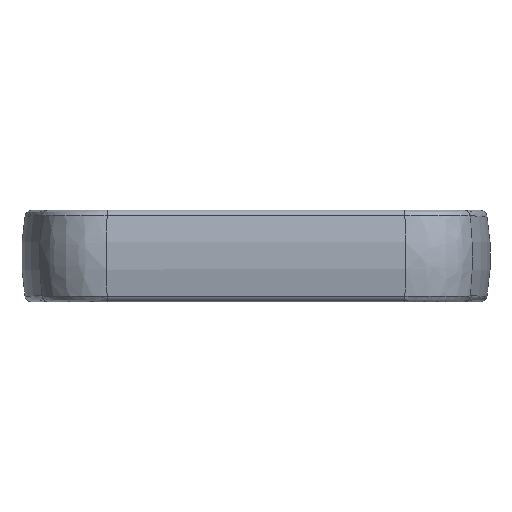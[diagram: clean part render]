
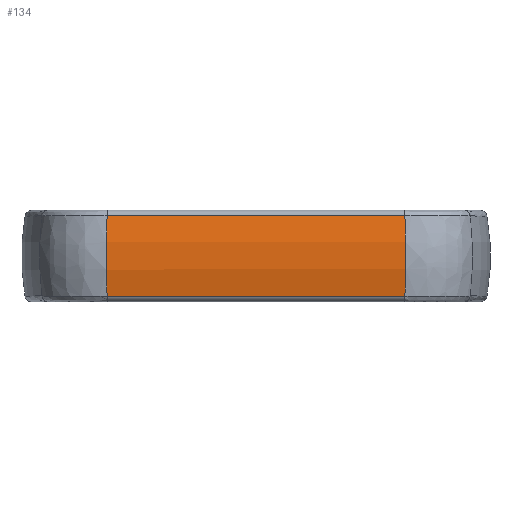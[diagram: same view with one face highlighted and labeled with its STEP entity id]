
A CAD part, top view. The second image highlights one B-rep face of the part: STEP entity #134.
In plain terms, the highlighted cylindrical face has radius 50 mm (diameter 100 mm), a partial arc.
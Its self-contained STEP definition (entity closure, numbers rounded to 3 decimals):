
#134 = ADVANCED_FACE( '', ( #286 ), #287, .T. );
#286 = FACE_OUTER_BOUND( '', #1697, .T. );
#287 = CYLINDRICAL_SURFACE( '', #1698, 50. );
#1697 = EDGE_LOOP( '', ( #2557, #2558, #2559, #2560 ) );
#1698 = AXIS2_PLACEMENT_3D( '', #2561, #2562, #2563 );
#2557 = ORIENTED_EDGE( '', *, *, #2724, .T. );
#2558 = ORIENTED_EDGE( '', *, *, #2667, .T. );
#2559 = ORIENTED_EDGE( '', *, *, #2706, .T. );
#2560 = ORIENTED_EDGE( '', *, *, #2686, .T. );
#2561 = CARTESIAN_POINT( '', ( 75., 0., -10. ) );
#2562 = DIRECTION( '', ( 1., 0., 0. ) );
#2563 = DIRECTION( '', ( 0., 0., 1. ) );
#2667 = EDGE_CURVE( '', #2811, #2809, #2812, .F. );
#2686 = EDGE_CURVE( '', #2844, #2838, #2845, .T. );
#2706 = EDGE_CURVE( '', #2809, #2844, #2876, .T. );
#2724 = EDGE_CURVE( '', #2838, #2811, #2899, .T. );
#2809 = VERTEX_POINT( '', #3007 );
#2811 = VERTEX_POINT( '', #3009 );
#2812 = LINE( '', #3010, #3011 );
#2838 = VERTEX_POINT( '', #3114 );
#2844 = VERTEX_POINT( '', #3223 );
#2845 = LINE( '', #3224, #3225 );
#2876 = B_SPLINE_CURVE_WITH_KNOTS( '', 3, ( #3446, #3447, #3448, #3449, #3450, #3451, #3452, #3453, #3454, #3455, #3456, #3457, #3458, #3459, #3460, #3461, #3462, #3463, #3464, #3465 ), .UNSPECIFIED., .F., .F., ( 4, 1, 1, 2, 2, 2, 1, 1, 2, 1, 1, 2, 4 ), ( 0.002, 0.004, 0.007, 0.01, 0.011, 0.011, 0.011, 0.012, 0.013, 0.016, 0.019, 0.022, 0.025 ), .UNSPECIFIED. );
#2899 = B_SPLINE_CURVE_WITH_KNOTS( '', 3, ( #3813, #3814, #3815, #3816, #3817, #3818, #3819, #3820, #3821, #3822, #3823, #3824, #3825, #3826, #3827, #3828, #3829, #3830, #3831, #3832 ), .UNSPECIFIED., .F., .F., ( 4, 1, 1, 2, 2, 2, 1, 1, 2, 1, 1, 2, 4 ), ( 0.002, 0.004, 0.007, 0.01, 0.011, 0.011, 0.011, 0.012, 0.013, 0.016, 0.019, 0.022, 0.025 ), .UNSPECIFIED. );
#3007 = CARTESIAN_POINT( '', ( 42.239, -11.458, 38.669 ) );
#3009 = CARTESIAN_POINT( '', ( -42.239, -11.458, 38.669 ) );
#3010 = CARTESIAN_POINT( '', ( 75., -11.458, 38.669 ) );
#3011 = VECTOR( '', #4426, 1000. );
#3114 = CARTESIAN_POINT( '', ( -42.239, 11.458, 38.669 ) );
#3223 = CARTESIAN_POINT( '', ( 42.239, 11.458, 38.669 ) );
#3224 = CARTESIAN_POINT( '', ( 75., 11.458, 38.669 ) );
#3225 = VECTOR( '', #4448, 1000. );
#3446 = CARTESIAN_POINT( '', ( 42.239, -11.458, 38.669 ) );
#3447 = CARTESIAN_POINT( '', ( 42.285, -10.517, 38.891 ) );
#3448 = CARTESIAN_POINT( '', ( 42.366, -8.626, 39.279 ) );
#3449 = CARTESIAN_POINT( '', ( 42.453, -5.762, 39.695 ) );
#3450 = CARTESIAN_POINT( '', ( 42.488, -3.834, 39.862 ) );
#3451 = CARTESIAN_POINT( '', ( 42.501, -2.745, 39.925 ) );
#3452 = CARTESIAN_POINT( '', ( 42.502, -2.624, 39.931 ) );
#3453 = CARTESIAN_POINT( '', ( 42.504, -2.442, 39.94 ) );
#3454 = CARTESIAN_POINT( '', ( 42.505, -2.381, 39.943 ) );
#3455 = CARTESIAN_POINT( '', ( 42.506, -2.26, 39.949 ) );
#3456 = CARTESIAN_POINT( '', ( 42.509, -1.957, 39.962 ) );
#3457 = CARTESIAN_POINT( '', ( 42.514, -1.171, 39.99 ) );
#3458 = CARTESIAN_POINT( '', ( 42.517, -0.446, 40. ) );
#3459 = CARTESIAN_POINT( '', ( 42.516, 1., 39.999 ) );
#3460 = CARTESIAN_POINT( '', ( 42.504, 2.922, 39.942 ) );
#3461 = CARTESIAN_POINT( '', ( 42.452, 5.787, 39.692 ) );
#3462 = CARTESIAN_POINT( '', ( 42.394, 7.685, 39.415 ) );
#3463 = CARTESIAN_POINT( '', ( 42.325, 9.576, 39.084 ) );
#3464 = CARTESIAN_POINT( '', ( 42.285, 10.519, 38.891 ) );
#3465 = CARTESIAN_POINT( '', ( 42.239, 11.458, 38.669 ) );
#3813 = CARTESIAN_POINT( '', ( -42.239, 11.458, 38.669 ) );
#3814 = CARTESIAN_POINT( '', ( -42.285, 10.517, 38.891 ) );
#3815 = CARTESIAN_POINT( '', ( -42.366, 8.626, 39.279 ) );
#3816 = CARTESIAN_POINT( '', ( -42.453, 5.762, 39.695 ) );
#3817 = CARTESIAN_POINT( '', ( -42.488, 3.834, 39.862 ) );
#3818 = CARTESIAN_POINT( '', ( -42.501, 2.745, 39.925 ) );
#3819 = CARTESIAN_POINT( '', ( -42.502, 2.624, 39.931 ) );
#3820 = CARTESIAN_POINT( '', ( -42.504, 2.442, 39.94 ) );
#3821 = CARTESIAN_POINT( '', ( -42.505, 2.381, 39.943 ) );
#3822 = CARTESIAN_POINT( '', ( -42.506, 2.26, 39.949 ) );
#3823 = CARTESIAN_POINT( '', ( -42.509, 1.957, 39.962 ) );
#3824 = CARTESIAN_POINT( '', ( -42.514, 1.171, 39.99 ) );
#3825 = CARTESIAN_POINT( '', ( -42.517, 0.446, 40. ) );
#3826 = CARTESIAN_POINT( '', ( -42.516, -1., 39.999 ) );
#3827 = CARTESIAN_POINT( '', ( -42.504, -2.922, 39.942 ) );
#3828 = CARTESIAN_POINT( '', ( -42.452, -5.787, 39.692 ) );
#3829 = CARTESIAN_POINT( '', ( -42.394, -7.685, 39.415 ) );
#3830 = CARTESIAN_POINT( '', ( -42.325, -9.576, 39.084 ) );
#3831 = CARTESIAN_POINT( '', ( -42.285, -10.519, 38.891 ) );
#3832 = CARTESIAN_POINT( '', ( -42.239, -11.458, 38.669 ) );
#4426 = DIRECTION( '', ( -1., 0., 0. ) );
#4448 = DIRECTION( '', ( -1., 0., 0. ) );
